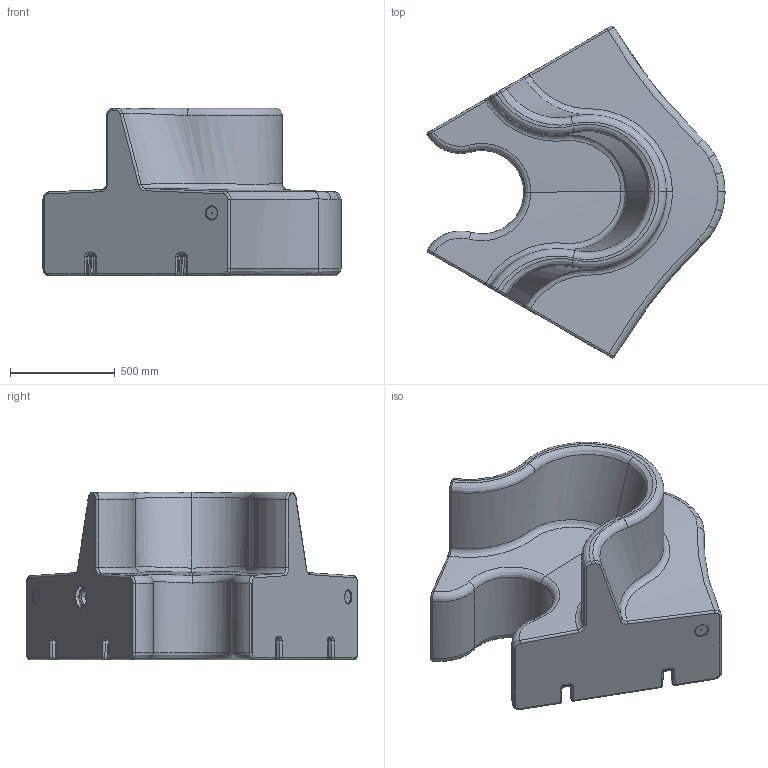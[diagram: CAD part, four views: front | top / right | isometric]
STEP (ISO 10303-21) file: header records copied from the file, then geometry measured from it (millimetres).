
FILE_DESCRIPTION (( 'STEP AP214' ), '1' );
FILE_NAME ('Cloverleaf midt section.STEP', '2024-04-03T09:01:48', ( '' ), ( '' ), 'SwSTEP 2.0', 'SolidWorks 2022', '' );
FILE_SCHEMA (( 'AUTOMOTIVE_DESIGN' ));
Products named in the file (1): Cloverleaf midt section
Bounding box: 1421.51 x 1582.69 x 800 mm (x, y, z)
Surface area: 6891574 mm2 (no closed solid volume)
Topology: 0 solids, 2 shells, 394 faces, 908 edges, 526 vertices
Faces by surface type: bspline 334, plane 60
Entity records: 39103 total; most frequent: CARTESIAN_POINT 33898, ORIENTED_EDGE 1782, EDGE_CURVE 891, VERTEX_POINT 526, B_SPLINE_CURVE_WITH_KNOTS 462, EDGE_LOOP 429, FACE_OUTER_BOUND 398, ADVANCED_FACE 398
